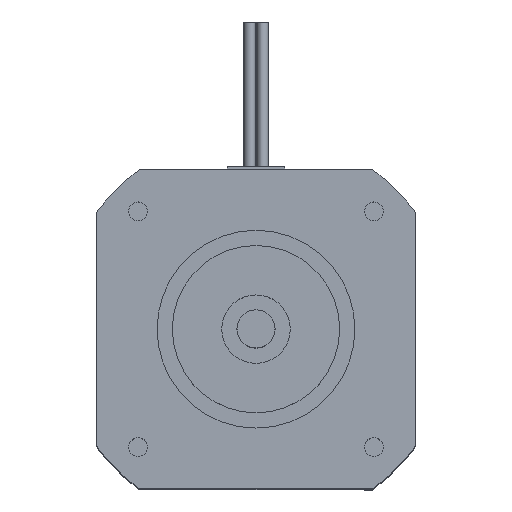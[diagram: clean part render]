
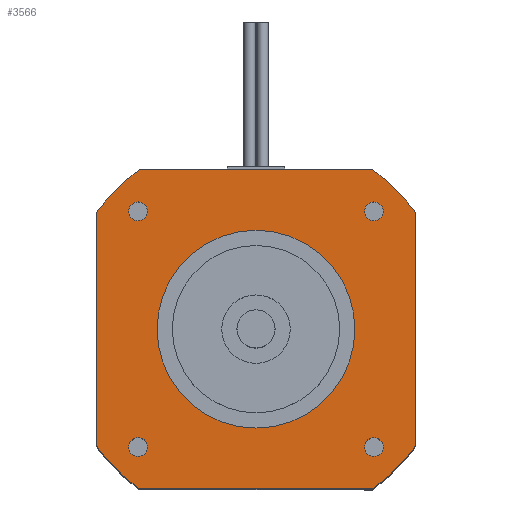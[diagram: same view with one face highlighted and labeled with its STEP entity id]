
A CAD part, top view. The second image highlights one B-rep face of the part: STEP entity #3566.
In plain terms, the highlighted planar face has unit normal (0, 0, 1).
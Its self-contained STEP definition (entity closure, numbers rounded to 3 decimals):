
#54=FACE_BOUND('',#531,.T.);
#55=FACE_BOUND('',#532,.T.);
#56=FACE_BOUND('',#533,.T.);
#57=FACE_BOUND('',#534,.T.);
#58=FACE_BOUND('',#535,.T.);
#120=PLANE('',#3880);
#295=FACE_OUTER_BOUND('',#530,.T.);
#530=EDGE_LOOP('',(#2607,#2608,#2609,#2610,#2611,#2612,#2613,#2614));
#531=EDGE_LOOP('',(#2615));
#532=EDGE_LOOP('',(#2616));
#533=EDGE_LOOP('',(#2617));
#534=EDGE_LOOP('',(#2618));
#535=EDGE_LOOP('',(#2619));
#781=LINE('',#5465,#1113);
#786=LINE('',#5475,#1118);
#794=LINE('',#5502,#1126);
#797=LINE('',#5510,#1129);
#1113=VECTOR('',#4442,10.);
#1118=VECTOR('',#4449,10.);
#1126=VECTOR('',#4481,10.);
#1129=VECTOR('',#4490,10.);
#1394=CIRCLE('',#3825,13.);
#1398=CIRCLE('',#3833,1.23);
#1400=CIRCLE('',#3837,1.23);
#1402=CIRCLE('',#3841,1.23);
#1404=CIRCLE('',#3845,1.23);
#1417=CIRCLE('',#3870,26.);
#1419=CIRCLE('',#3873,26.);
#1420=CIRCLE('',#3876,26.);
#1421=CIRCLE('',#3879,26.);
#1568=VERTEX_POINT('',#5377);
#1572=VERTEX_POINT('',#5391);
#1574=VERTEX_POINT('',#5398);
#1576=VERTEX_POINT('',#5405);
#1578=VERTEX_POINT('',#5412);
#1597=VERTEX_POINT('',#5462);
#1598=VERTEX_POINT('',#5464);
#1601=VERTEX_POINT('',#5472);
#1602=VERTEX_POINT('',#5474);
#1608=VERTEX_POINT('',#5496);
#1609=VERTEX_POINT('',#5501);
#1610=VERTEX_POINT('',#5505);
#1611=VERTEX_POINT('',#5509);
#1905=EDGE_CURVE('',#1568,#1568,#1394,.T.);
#1911=EDGE_CURVE('',#1572,#1572,#1398,.T.);
#1914=EDGE_CURVE('',#1574,#1574,#1400,.T.);
#1917=EDGE_CURVE('',#1576,#1576,#1402,.T.);
#1920=EDGE_CURVE('',#1578,#1578,#1404,.T.);
#1945=EDGE_CURVE('',#1598,#1597,#781,.T.);
#1950=EDGE_CURVE('',#1602,#1601,#786,.T.);
#1959=EDGE_CURVE('',#1597,#1602,#1417,.T.);
#1961=EDGE_CURVE('',#1608,#1598,#1419,.T.);
#1964=EDGE_CURVE('',#1609,#1608,#794,.T.);
#1966=EDGE_CURVE('',#1610,#1609,#1420,.T.);
#1968=EDGE_CURVE('',#1611,#1610,#797,.T.);
#1970=EDGE_CURVE('',#1601,#1611,#1421,.T.);
#2607=ORIENTED_EDGE('',*,*,#1970,.T.);
#2608=ORIENTED_EDGE('',*,*,#1968,.T.);
#2609=ORIENTED_EDGE('',*,*,#1966,.T.);
#2610=ORIENTED_EDGE('',*,*,#1964,.T.);
#2611=ORIENTED_EDGE('',*,*,#1961,.T.);
#2612=ORIENTED_EDGE('',*,*,#1945,.T.);
#2613=ORIENTED_EDGE('',*,*,#1959,.T.);
#2614=ORIENTED_EDGE('',*,*,#1950,.T.);
#2615=ORIENTED_EDGE('',*,*,#1905,.T.);
#2616=ORIENTED_EDGE('',*,*,#1911,.T.);
#2617=ORIENTED_EDGE('',*,*,#1914,.T.);
#2618=ORIENTED_EDGE('',*,*,#1917,.T.);
#2619=ORIENTED_EDGE('',*,*,#1920,.T.);
#3566=ADVANCED_FACE('',(#295,#54,#55,#56,#57,#58),#120,.T.);
#3825=AXIS2_PLACEMENT_3D('',#5378,#4348,#4349);
#3833=AXIS2_PLACEMENT_3D('',#5392,#4366,#4367);
#3837=AXIS2_PLACEMENT_3D('',#5399,#4375,#4376);
#3841=AXIS2_PLACEMENT_3D('',#5406,#4384,#4385);
#3845=AXIS2_PLACEMENT_3D('',#5413,#4393,#4394);
#3870=AXIS2_PLACEMENT_3D('',#5492,#4469,#4470);
#3873=AXIS2_PLACEMENT_3D('',#5497,#4475,#4476);
#3876=AXIS2_PLACEMENT_3D('',#5506,#4485,#4486);
#3879=AXIS2_PLACEMENT_3D('',#5513,#4494,#4495);
#3880=AXIS2_PLACEMENT_3D('',#5514,#4496,#4497);
#4348=DIRECTION('center_axis',(0.,0.,
-1.));
#4349=DIRECTION('ref_axis',(0.,-1.,0.));
#4366=DIRECTION('center_axis',(0.,0.,
-1.));
#4367=DIRECTION('ref_axis',(0.,-1.,0.));
#4375=DIRECTION('center_axis',(0.,0.,
-1.));
#4376=DIRECTION('ref_axis',(0.,-1.,0.));
#4384=DIRECTION('center_axis',(0.,0.,
-1.));
#4385=DIRECTION('ref_axis',(0.,-1.,0.));
#4393=DIRECTION('center_axis',(0.,0.,
-1.));
#4394=DIRECTION('ref_axis',(0.,-1.,0.));
#4442=DIRECTION('',(1.,0.,0.));
#4449=DIRECTION('',(0.,1.,0.));
#4469=DIRECTION('center_axis',(0.,0.,
1.));
#4470=DIRECTION('ref_axis',(0.59,-0.808,0.));
#4475=DIRECTION('center_axis',(0.,0.,
1.));
#4476=DIRECTION('ref_axis',(-0.808,-0.59,0.));
#4481=DIRECTION('',(0.,-1.,0.));
#4485=DIRECTION('center_axis',(0.,0.,
1.));
#4486=DIRECTION('ref_axis',(-0.59,0.808,0.));
#4490=DIRECTION('',(-1.,0.,0.));
#4494=DIRECTION('center_axis',(0.,0.,
1.));
#4495=DIRECTION('ref_axis',(0.808,0.59,0.));
#4496=DIRECTION('center_axis',(0.,0.,
1.));
#4497=DIRECTION('ref_axis',(0.,-1.,0.));
#5377=CARTESIAN_POINT('',(0.,13.,45.5));
#5378=CARTESIAN_POINT('Origin',(0.,0.,
45.5));
#5391=CARTESIAN_POINT('',(-15.5,-14.271,45.5));
#5392=CARTESIAN_POINT('Origin',(-15.5,-15.5,45.5));
#5398=CARTESIAN_POINT('',(15.5,16.729,45.5));
#5399=CARTESIAN_POINT('Origin',(15.5,15.5,45.5));
#5405=CARTESIAN_POINT('',(15.5,-14.271,45.5));
#5406=CARTESIAN_POINT('Origin',(15.5,-15.5,45.5));
#5412=CARTESIAN_POINT('',(-15.5,16.73,45.5));
#5413=CARTESIAN_POINT('Origin',(-15.5,15.5,45.5));
#5462=CARTESIAN_POINT('',(15.33,-21.,45.5));
#5464=CARTESIAN_POINT('',(-15.33,-21.,45.5));
#5465=CARTESIAN_POINT('',(-15.33,-21.,45.5));
#5472=CARTESIAN_POINT('',(21.,15.33,45.5));
#5474=CARTESIAN_POINT('',(21.,-15.33,45.5));
#5475=CARTESIAN_POINT('',(21.,-15.33,45.5));
#5492=CARTESIAN_POINT('Origin',(0.,0.,
45.5));
#5496=CARTESIAN_POINT('',(-21.,-15.33,45.5));
#5497=CARTESIAN_POINT('Origin',(0.,0.,
45.5));
#5501=CARTESIAN_POINT('',(-21.,15.33,45.5));
#5502=CARTESIAN_POINT('',(-21.,15.33,45.5));
#5505=CARTESIAN_POINT('',(-15.33,21.,45.5));
#5506=CARTESIAN_POINT('Origin',(0.,0.,
45.5));
#5509=CARTESIAN_POINT('',(15.33,21.,45.5));
#5510=CARTESIAN_POINT('',(15.33,21.,45.5));
#5513=CARTESIAN_POINT('Origin',(0.,0.,
45.5));
#5514=CARTESIAN_POINT('Origin',(0.,0.,
45.5));
